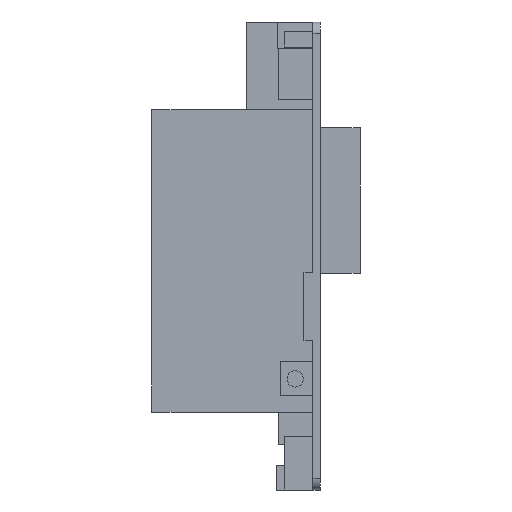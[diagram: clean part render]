
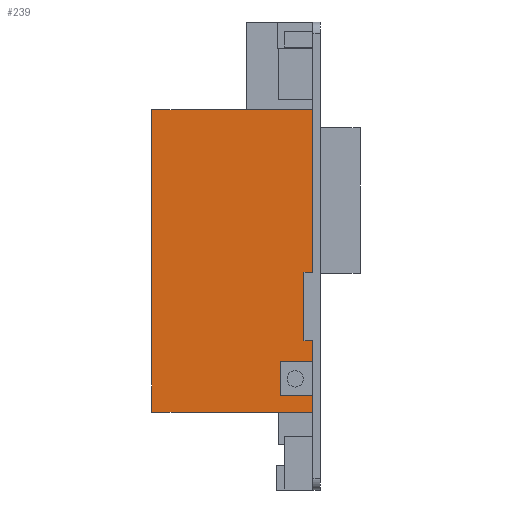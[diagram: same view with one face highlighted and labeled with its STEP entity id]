
A CAD part, left-side view. The second image highlights one B-rep face of the part: STEP entity #239.
In plain terms, the highlighted planar face has unit normal (-1, 0, 0).
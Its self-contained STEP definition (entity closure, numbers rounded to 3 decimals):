
#56 = DIRECTION ( 'NONE',  ( 0., 1., 0. ) ) ;
#75 = CARTESIAN_POINT ( 'NONE',  ( -49.371, 10.084, -33.31 ) ) ;
#239 = ADVANCED_FACE ( 'NONE', ( #1275 ), #1497, .T. ) ;
#317 = DIRECTION ( 'NONE',  ( -1., 0., 0. ) ) ;
#350 = VERTEX_POINT ( 'NONE', #1748 ) ;
#357 = VECTOR ( 'NONE', #1596, 1000. ) ;
#369 = ORIENTED_EDGE ( 'NONE', *, *, #908, .T. ) ;
#384 = VECTOR ( 'NONE', #56, 1000. ) ;
#495 = CARTESIAN_POINT ( 'NONE',  ( -49.371, 44.45, -33.31 ) ) ;
#580 = EDGE_CURVE ( 'NONE', #734, #350, #2380, .T. ) ;
#604 = DIRECTION ( 'NONE',  ( 0., 0., 1. ) ) ;
#632 = CARTESIAN_POINT ( 'NONE',  ( -49.371, 10.084, 31.27 ) ) ;
#656 = ORIENTED_EDGE ( 'NONE', *, *, #580, .T. ) ;
#734 = VERTEX_POINT ( 'NONE', #632 ) ;
#826 = CARTESIAN_POINT ( 'NONE',  ( -49.371, 10.084, -33.31 ) ) ;
#908 = EDGE_CURVE ( 'NONE', #1124, #734, #2621, .T. ) ;
#950 = LINE ( 'NONE', #1810, #357 ) ;
#990 = ORIENTED_EDGE ( 'NONE', *, *, #2010, .F. ) ;
#1124 = VERTEX_POINT ( 'NONE', #2290 ) ;
#1248 = VECTOR ( 'NONE', #1418, 1000. ) ;
#1275 = FACE_OUTER_BOUND ( 'NONE', #2410, .T. ) ;
#1418 = DIRECTION ( 'NONE',  ( 0., 1., 0. ) ) ;
#1497 = PLANE ( 'NONE',  #2435 ) ;
#1596 = DIRECTION ( 'NONE',  ( 0., 0., 1. ) ) ;
#1739 = DIRECTION ( 'NONE',  ( 0., 0., 1. ) ) ;
#1748 = CARTESIAN_POINT ( 'NONE',  ( -49.371, 44.45, 31.27 ) ) ;
#1810 = CARTESIAN_POINT ( 'NONE',  ( -49.371, 44.45, -33.31 ) ) ;
#1811 = EDGE_CURVE ( 'NONE', #2534, #350, #950, .T. ) ;
#2002 = ORIENTED_EDGE ( 'NONE', *, *, #1811, .F. ) ;
#2010 = EDGE_CURVE ( 'NONE', #1124, #2534, #2039, .T. ) ;
#2039 = LINE ( 'NONE', #2475, #384 ) ;
#2290 = CARTESIAN_POINT ( 'NONE',  ( -49.371, 10.084, -33.31 ) ) ;
#2380 = LINE ( 'NONE', #2445, #1248 ) ;
#2410 = EDGE_LOOP ( 'NONE', ( #2002, #990, #369, #656 ) ) ;
#2435 = AXIS2_PLACEMENT_3D ( 'NONE', #75, #317, #1739 ) ;
#2445 = CARTESIAN_POINT ( 'NONE',  ( -49.371, 10.084, 31.27 ) ) ;
#2475 = CARTESIAN_POINT ( 'NONE',  ( -49.371, 10.084, -33.31 ) ) ;
#2505 = VECTOR ( 'NONE', #604, 1000. ) ;
#2534 = VERTEX_POINT ( 'NONE', #495 ) ;
#2621 = LINE ( 'NONE', #826, #2505 ) ;
